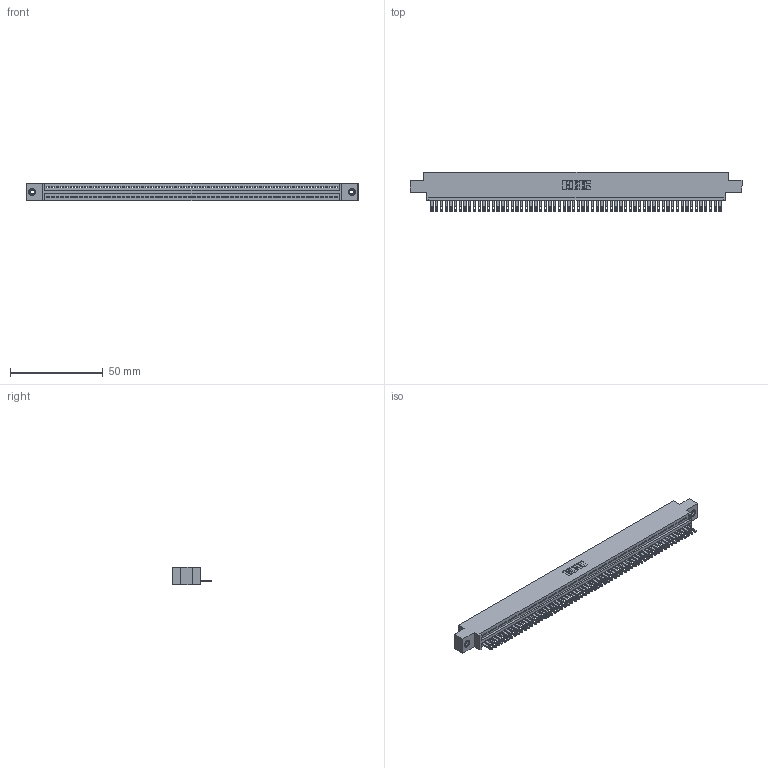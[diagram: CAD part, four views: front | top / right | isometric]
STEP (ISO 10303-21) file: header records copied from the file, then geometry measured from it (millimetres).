
FILE_DESCRIPTION (( 'STEP AP203' ), '1' );
FILE_NAME ('895-062-500-608.STEP', '2020-09-28T07:29:11', ( '' ), ( '' ), 'SwSTEP 2.0', 'SolidWorks 2020', '' );
FILE_SCHEMA (( 'CONFIG_CONTROL_DESIGN' ));
Length unit declared in the file: inch
Products named in the file (4): 845 Part_0.170 Offset - 0.156 Dia-TI; 895-062-500-608; 345-250-001_345-250-003-102; 345-292-001_345-293-100
Assembly tree (65 placements, depth 2):
  895-062-500-608
    845 Part_0.170 Offset - 0.156 Dia-TI
    345-292-001_345-293-100  x62
    345-250-001_345-250-003-102  x2
Bounding box: 178.69 x 21.51 x 9.4 mm (x, y, z)
Volume: 17054.4 mm3; surface area: 23220.5 mm2
Topology: 65 solids, 65 shells, 3538 faces, 10905 edges, 7262 vertices
Faces by surface type: plane 2224, cylinder 1298, cone 12, torus 4
Entity records: 45218 total; most frequent: CARTESIAN_POINT 7813, ORIENTED_EDGE 7802, DIRECTION 6823, EDGE_CURVE 3901, VECTOR 3497, LINE 3497, VERTEX_POINT 2596, AXIS2_PLACEMENT_3D 1663
